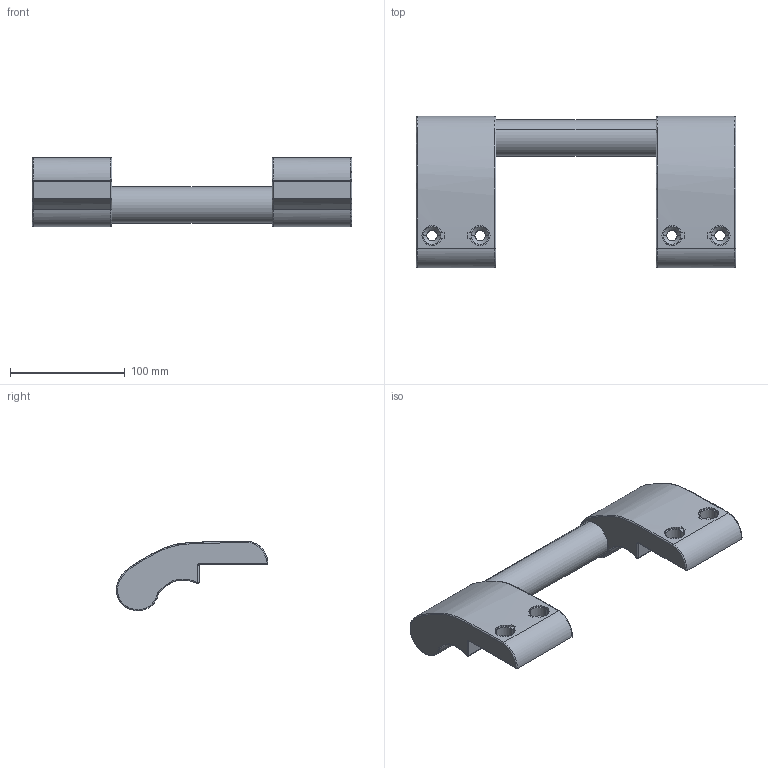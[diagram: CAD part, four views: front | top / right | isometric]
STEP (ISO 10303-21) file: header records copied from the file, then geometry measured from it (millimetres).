
FILE_DESCRIPTION (( 'STEP AP214' ), '1' );
FILE_NAME ('01587-Edge Mount Door Handle 290mmx135mm.STEP', '2025-08-11T22:20:18', ( '' ), ( '' ), 'SwSTEP 2.0', 'SolidWorks 2025', '' );
FILE_SCHEMA (( 'AUTOMOTIVE_DESIGN' ));
Length unit declared in the file: millimetre
Products named in the file (4): 01587-Edge Mount Door Handle 290mmx135mm; 01587-Edge Mount Door Handle LH; 01587-Edge Mount Door Handle RH; 1587-SS Tube
Assembly tree (3 placements, depth 2):
  01587-Edge Mount Door Handle 290mmx135mm
    01587-Edge Mount Door Handle LH
    01587-Edge Mount Door Handle RH
    1587-SS Tube
Bounding box: 279 x 132.2 x 60.51 mm (x, y, z)
Volume: 418284.9 mm3; surface area: 128415.1 mm2
Topology: 3 solids, 3 shells, 110 faces, 248 edges, 150 vertices
Faces by surface type: cylinder 42, plane 32, bspline 18, cone 8, torus 6, sphere 4
Entity records: 6993 total; most frequent: CARTESIAN_POINT 4530, DIRECTION 484, ORIENTED_EDGE 480, EDGE_CURVE 240, AXIS2_PLACEMENT_3D 192, VERTEX_POINT 146, EDGE_LOOP 130, ADVANCED_FACE 110
